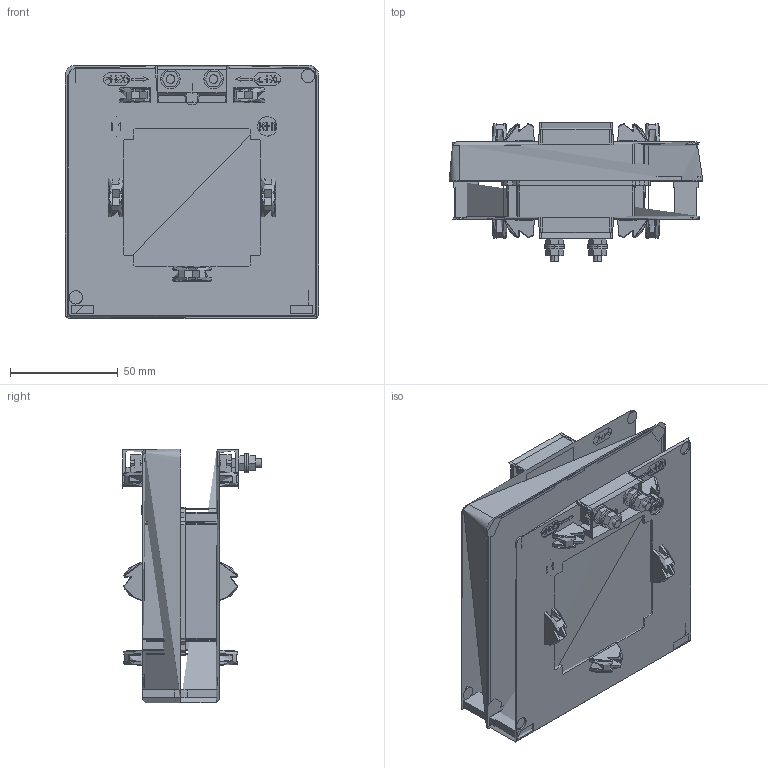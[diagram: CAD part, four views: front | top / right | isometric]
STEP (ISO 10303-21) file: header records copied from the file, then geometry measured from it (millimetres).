
FILE_DESCRIPTION(/* description */ (''),/* implementation_level */ '2;1');
FILE_NAME(/* name */ 'TAT064',/* time_stamp */ '2015-11-24T09:44:07+01:00',/* author */ (''),/* organization */ (''),/* preprocessor_version */ 'ST-DEVELOPER v15',/* originating_system */ '',/* authorisation */ '');
FILE_SCHEMA (('AUTOMOTIVE_DESIGN'));
Length unit declared in the file: millimetre
Products named in the file (1): Document
Bounding box: 118 x 64.5 x 118 mm (x, y, z)
Volume: 373258 mm3; surface area: 83078.3 mm2
Topology: 21 solids, 21 shells, 1417 faces, 3785 edges, 2490 vertices
Faces by surface type: bspline 811, plane 606
Entity records: 55287 total; most frequent: CARTESIAN_POINT 32070, ORIENTED_EDGE 7540, EDGE_CURVE 3770, B_SPLINE_CURVE_WITH_KNOTS 2788, VERTEX_POINT 2491, EDGE_LOOP 1526, ADVANCED_FACE 1417, FACE_OUTER_BOUND 1417
